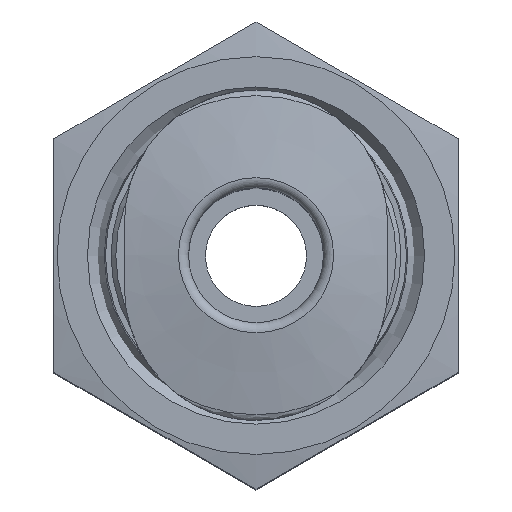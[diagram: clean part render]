
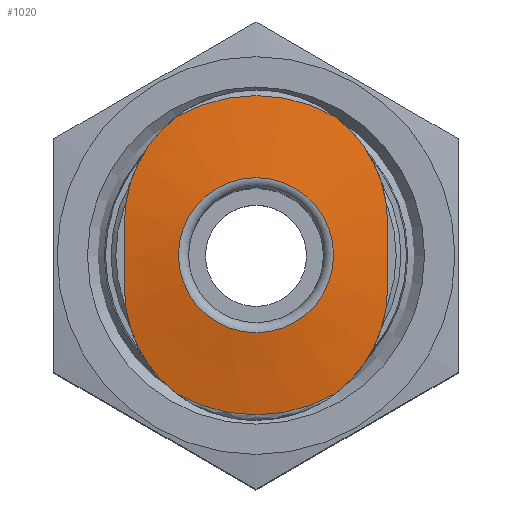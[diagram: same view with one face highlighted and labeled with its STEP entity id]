
A CAD part, top view. The second image highlights one B-rep face of the part: STEP entity #1020.
In plain terms, the highlighted conical face has half-angle 80 degrees and reference radius 2.3 mm.
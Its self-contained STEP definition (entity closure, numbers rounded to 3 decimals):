
#112=B_SPLINE_CURVE_WITH_KNOTS('',3,(#1404,#1405,#1406,#1407),
 .UNSPECIFIED.,.F.,.F.,(4,4),(0.,0.004),
 .UNSPECIFIED.);
#113=B_SPLINE_CURVE_WITH_KNOTS('',3,(#1409,#1410,#1411,#1412),
 .UNSPECIFIED.,.F.,.F.,(4,4),(0.002,0.004),
 .UNSPECIFIED.);
#114=B_SPLINE_CURVE_WITH_KNOTS('',3,(#1414,#1415,#1416,#1417),
 .UNSPECIFIED.,.F.,.F.,(4,4),(0.,0.004),
 .UNSPECIFIED.);
#115=B_SPLINE_CURVE_WITH_KNOTS('',3,(#1421,#1422,#1423,#1424),
 .UNSPECIFIED.,.F.,.F.,(4,4),(0.,0.004),
 .UNSPECIFIED.);
#116=B_SPLINE_CURVE_WITH_KNOTS('',3,(#1426,#1427,#1428,#1429),
 .UNSPECIFIED.,.F.,.F.,(4,4),(0.002,0.004),
 .UNSPECIFIED.);
#117=B_SPLINE_CURVE_WITH_KNOTS('',3,(#1431,#1432,#1433,#1434),
 .UNSPECIFIED.,.F.,.F.,(4,4),(0.,0.004),
 .UNSPECIFIED.);
#144=ORIENTED_EDGE('',*,*,#326,.F.);
#145=ORIENTED_EDGE('',*,*,#327,.F.);
#146=ORIENTED_EDGE('',*,*,#328,.F.);
#147=ORIENTED_EDGE('',*,*,#329,.F.);
#148=ORIENTED_EDGE('',*,*,#330,.F.);
#149=ORIENTED_EDGE('',*,*,#331,.F.);
#150=ORIENTED_EDGE('',*,*,#332,.F.);
#151=ORIENTED_EDGE('',*,*,#333,.F.);
#152=ORIENTED_EDGE('',*,*,#334,.T.);
#326=EDGE_CURVE('',#417,#418,#490,.T.);
#327=EDGE_CURVE('',#419,#417,#112,.T.);
#328=EDGE_CURVE('',#420,#419,#113,.T.);
#329=EDGE_CURVE('',#421,#420,#114,.T.);
#330=EDGE_CURVE('',#422,#421,#491,.T.);
#331=EDGE_CURVE('',#423,#422,#115,.T.);
#332=EDGE_CURVE('',#424,#423,#116,.T.);
#333=EDGE_CURVE('',#418,#424,#117,.T.);
#334=EDGE_CURVE('',#425,#425,#492,.T.);
#417=VERTEX_POINT('',#1402);
#418=VERTEX_POINT('',#1403);
#419=VERTEX_POINT('',#1408);
#420=VERTEX_POINT('',#1413);
#421=VERTEX_POINT('',#1418);
#422=VERTEX_POINT('',#1420);
#423=VERTEX_POINT('',#1425);
#424=VERTEX_POINT('',#1430);
#425=VERTEX_POINT('',#1436);
#490=CIRCLE('',#1086,4.735);
#491=CIRCLE('',#1087,4.735);
#492=CIRCLE('',#1088,2.3);
#531=EDGE_LOOP('',(#144,#145,#146,#147,#148,#149,#150,#151));
#532=EDGE_LOOP('',(#152));
#621=FACE_BOUND('',#531,.T.);
#622=FACE_BOUND('',#532,.T.);
#711=CONICAL_SURFACE('',#1085,2.3,1.396);
#1020=ADVANCED_FACE('',(#621,#622),#711,.T.);
#1085=AXIS2_PLACEMENT_3D('',#1400,#1185,#1186);
#1086=AXIS2_PLACEMENT_3D('',#1401,#1187,#1188);
#1087=AXIS2_PLACEMENT_3D('',#1419,#1189,#1190);
#1088=AXIS2_PLACEMENT_3D('',#1435,#1191,#1192);
#1185=DIRECTION('',(0.,0.,-1.));
#1186=DIRECTION('',(-1.,0.,0.));
#1187=DIRECTION('',(0.,0.,-1.));
#1188=DIRECTION('',(-1.,0.,0.));
#1189=DIRECTION('',(0.,0.,-1.));
#1190=DIRECTION('',(-1.,0.,0.));
#1191=DIRECTION('',(0.,0.,-1.));
#1192=DIRECTION('',(-1.,0.,0.));
#1400=CARTESIAN_POINT('',(0.,0.,24.));
#1401=CARTESIAN_POINT('',(0.,0.,23.571));
#1402=CARTESIAN_POINT('',(-2.361,4.104,23.571));
#1403=CARTESIAN_POINT('',(2.361,4.104,23.571));
#1404=CARTESIAN_POINT('',(-3.9,1.,23.696));
#1405=CARTESIAN_POINT('',(-3.9,2.206,23.643));
#1406=CARTESIAN_POINT('',(-3.322,3.373,23.598));
#1407=CARTESIAN_POINT('',(-2.361,4.104,23.571));
#1408=CARTESIAN_POINT('',(-3.9,1.,23.696));
#1409=CARTESIAN_POINT('',(-3.9,-1.,23.696));
#1410=CARTESIAN_POINT('',(-3.9,-0.334,23.725));
#1411=CARTESIAN_POINT('',(-3.9,0.333,23.725));
#1412=CARTESIAN_POINT('',(-3.9,1.,23.696));
#1413=CARTESIAN_POINT('',(-3.9,-1.,23.696));
#1414=CARTESIAN_POINT('',(-2.361,-4.104,23.571));
#1415=CARTESIAN_POINT('',(-3.321,-3.373,23.598));
#1416=CARTESIAN_POINT('',(-3.9,-2.206,23.643));
#1417=CARTESIAN_POINT('',(-3.9,-1.,23.696));
#1418=CARTESIAN_POINT('',(-2.361,-4.104,23.571));
#1419=CARTESIAN_POINT('',(0.,0.,23.571));
#1420=CARTESIAN_POINT('',(2.361,-4.104,23.571));
#1421=CARTESIAN_POINT('',(3.9,-1.,23.696));
#1422=CARTESIAN_POINT('',(3.9,-2.206,23.643));
#1423=CARTESIAN_POINT('',(3.322,-3.373,23.598));
#1424=CARTESIAN_POINT('',(2.361,-4.104,23.571));
#1425=CARTESIAN_POINT('',(3.9,-1.,23.696));
#1426=CARTESIAN_POINT('',(3.9,1.,23.696));
#1427=CARTESIAN_POINT('',(3.9,0.334,23.725));
#1428=CARTESIAN_POINT('',(3.9,-0.333,23.725));
#1429=CARTESIAN_POINT('',(3.9,-1.,23.696));
#1430=CARTESIAN_POINT('',(3.9,1.,23.696));
#1431=CARTESIAN_POINT('',(2.361,4.104,23.571));
#1432=CARTESIAN_POINT('',(3.321,3.373,23.598));
#1433=CARTESIAN_POINT('',(3.9,2.206,23.643));
#1434=CARTESIAN_POINT('',(3.9,1.,23.696));
#1435=CARTESIAN_POINT('',(0.,0.,24.));
#1436=CARTESIAN_POINT('',(-2.3,0.,24.));
